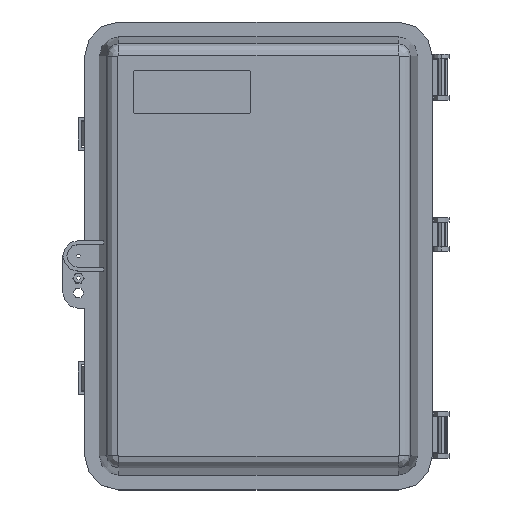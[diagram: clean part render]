
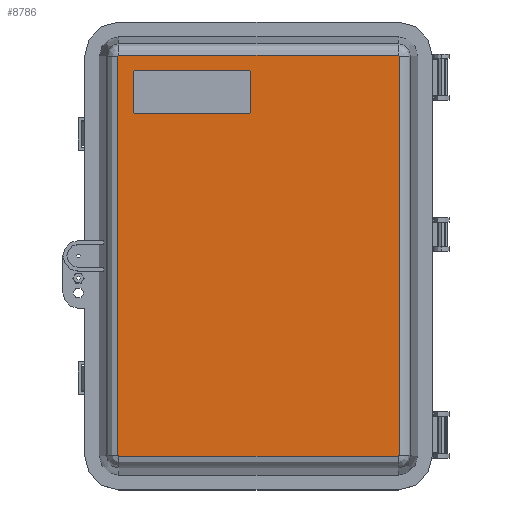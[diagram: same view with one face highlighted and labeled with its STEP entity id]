
A CAD part, top view. The second image highlights one B-rep face of the part: STEP entity #8786.
In plain terms, the highlighted face is planar.
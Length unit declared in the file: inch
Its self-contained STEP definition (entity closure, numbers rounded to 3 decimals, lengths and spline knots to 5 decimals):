
#548 = CARTESIAN_POINT ( 'NONE',  ( 4.534, 6.484, 0. ) ) ;
#1941 = PLANE ( 'NONE',  #44492 ) ;
#2730 = DIRECTION ( 'NONE',  ( 0., 0., -1. ) ) ;
#3015 = EDGE_CURVE ( 'NONE', #26636, #45786, #6430, .T. ) ;
#3501 = AXIS2_PLACEMENT_3D ( 'NONE', #548, #31176, #19626 ) ;
#5167 = EDGE_CURVE ( 'NONE', #45786, #12914, #20236, .T. ) ;
#5534 = VERTEX_POINT ( 'NONE', #34840 ) ;
#6430 = LINE ( 'NONE', #38833, #24751 ) ;
#6792 = CARTESIAN_POINT ( 'NONE',  ( -4.534, -6.484, 0. ) ) ;
#7657 = AXIS2_PLACEMENT_3D ( 'NONE', #32016, #16711, #43807 ) ;
#7743 = ORIENTED_EDGE ( 'NONE', *, *, #3015, .T. ) ;
#8786 = ADVANCED_FACE ( 'Face1', ( #28244 ), #1941, .T. ) ;
#8799 = DIRECTION ( 'NONE',  ( 0., -1., 0. ) ) ;
#9355 = CARTESIAN_POINT ( 'NONE',  ( -4.56538, 6.484, 0. ) ) ;
#9669 = VECTOR ( 'NONE', #46880, 39.37008 ) ;
#10149 = VERTEX_POINT ( 'NONE', #49536 ) ;
#11408 = ORIENTED_EDGE ( 'NONE', *, *, #14335, .T. ) ;
#12623 = DIRECTION ( 'NONE',  ( -1., 0., 0. ) ) ;
#12914 = VERTEX_POINT ( 'NONE', #17039 ) ;
#14244 = VERTEX_POINT ( 'NONE', #26848 ) ;
#14335 = EDGE_CURVE ( 'NONE', #14244, #27155, #42945, .T. ) ;
#14374 = AXIS2_PLACEMENT_3D ( 'NONE', #24563, #20973, #32325 ) ;
#14557 = LINE ( 'NONE', #24071, #17010 ) ;
#15168 = EDGE_CURVE ( 'NONE', #16146, #14244, #34355, .T. ) ;
#16146 = VERTEX_POINT ( 'NONE', #41451 ) ;
#16711 = DIRECTION ( 'NONE',  ( 0., 0., -1. ) ) ;
#17010 = VECTOR ( 'NONE', #12623, 39.37008 ) ;
#17039 = CARTESIAN_POINT ( 'NONE',  ( -4.534, 6.51538, 0. ) ) ;
#18041 = ORIENTED_EDGE ( 'NONE', *, *, #15168, .T. ) ;
#18952 = EDGE_CURVE ( 'NONE', #5534, #10149, #14557, .T. ) ;
#19034 = EDGE_CURVE ( 'NONE', #27155, #5534, #45460, .T. ) ;
#19626 = DIRECTION ( 'NONE',  ( -1., 0., 0. ) ) ;
#20236 = CIRCLE ( 'NONE', #7657, 0.03138 ) ;
#20973 = DIRECTION ( 'NONE',  ( 0., 0., -1. ) ) ;
#22398 = ORIENTED_EDGE ( 'NONE', *, *, #19034, .T. ) ;
#23647 = ORIENTED_EDGE ( 'NONE', *, *, #18952, .T. ) ;
#24055 = ORIENTED_EDGE ( 'NONE', *, *, #32363, .T. ) ;
#24071 = CARTESIAN_POINT ( 'NONE',  ( -4.534, -6.51538, 0. ) ) ;
#24563 = CARTESIAN_POINT ( 'NONE',  ( 4.534, -6.484, 0. ) ) ;
#24751 = VECTOR ( 'NONE', #25806, 39.37008 ) ;
#25806 = DIRECTION ( 'NONE',  ( 0., 1., 0. ) ) ;
#26477 = ORIENTED_EDGE ( 'NONE', *, *, #42647, .T. ) ;
#26636 = VERTEX_POINT ( 'NONE', #27648 ) ;
#26848 = CARTESIAN_POINT ( 'NONE',  ( 4.56538, 6.484, 0. ) ) ;
#27133 = CARTESIAN_POINT ( 'NONE',  ( 4.534, 6.51538, 0. ) ) ;
#27155 = VERTEX_POINT ( 'NONE', #28748 ) ;
#27648 = CARTESIAN_POINT ( 'NONE',  ( -4.56538, -6.484, 0. ) ) ;
#28244 = FACE_OUTER_BOUND ( 'NONE', #37403, .T. ) ;
#28748 = CARTESIAN_POINT ( 'NONE',  ( 4.56538, -6.484, 0. ) ) ;
#30335 = DIRECTION ( 'NONE',  ( 0., 0., -1. ) ) ;
#31176 = DIRECTION ( 'NONE',  ( 0., 0., -1. ) ) ;
#31605 = CARTESIAN_POINT ( 'NONE',  ( 4.56538, -6.484, 0. ) ) ;
#32016 = CARTESIAN_POINT ( 'NONE',  ( -4.534, 6.484, 0. ) ) ;
#32325 = DIRECTION ( 'NONE',  ( -1., 0., 0. ) ) ;
#32363 = EDGE_CURVE ( 'NONE', #12914, #16146, #49684, .T. ) ;
#33218 = CARTESIAN_POINT ( 'NONE',  ( 4.534, 6.484, 0. ) ) ;
#33890 = DIRECTION ( 'NONE',  ( -1., 0., 0. ) ) ;
#34355 = CIRCLE ( 'NONE', #3501, 0.03138 ) ;
#34840 = CARTESIAN_POINT ( 'NONE',  ( 4.534, -6.51538, 0. ) ) ;
#37403 = EDGE_LOOP ( 'NONE', ( #42710, #24055, #18041, #11408, #22398, #23647, #26477, #7743 ) ) ;
#38833 = CARTESIAN_POINT ( 'NONE',  ( -4.56538, 6.484, 0. ) ) ;
#40898 = CIRCLE ( 'NONE', #49780, 0.03138 ) ;
#41115 = VECTOR ( 'NONE', #8799, 39.37008 ) ;
#41451 = CARTESIAN_POINT ( 'NONE',  ( 4.534, 6.51538, 0. ) ) ;
#42647 = EDGE_CURVE ( 'NONE', #10149, #26636, #40898, .T. ) ;
#42710 = ORIENTED_EDGE ( 'NONE', *, *, #5167, .T. ) ;
#42945 = LINE ( 'NONE', #31605, #41115 ) ;
#43807 = DIRECTION ( 'NONE',  ( -1., 0., 0. ) ) ;
#44492 = AXIS2_PLACEMENT_3D ( 'NONE', #33218, #30335, #33890 ) ;
#45460 = CIRCLE ( 'NONE', #14374, 0.03138 ) ;
#45786 = VERTEX_POINT ( 'NONE', #9355 ) ;
#46880 = DIRECTION ( 'NONE',  ( 1., 0., 0. ) ) ;
#49536 = CARTESIAN_POINT ( 'NONE',  ( -4.534, -6.51538, 0. ) ) ;
#49684 = LINE ( 'NONE', #27133, #9669 ) ;
#49780 = AXIS2_PLACEMENT_3D ( 'NONE', #6792, #2730, #49841 ) ;
#49841 = DIRECTION ( 'NONE',  ( -1., 0., 0. ) ) ;
